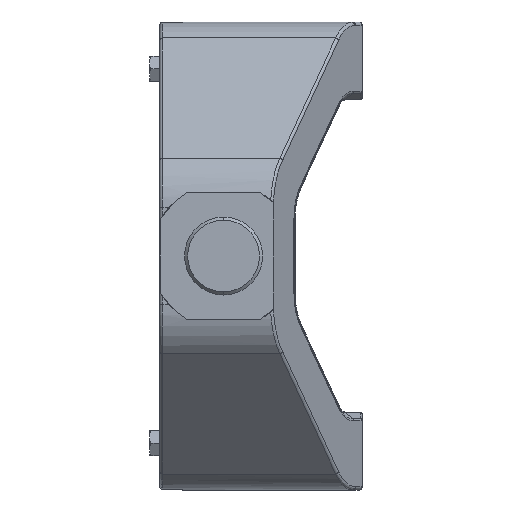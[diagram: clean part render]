
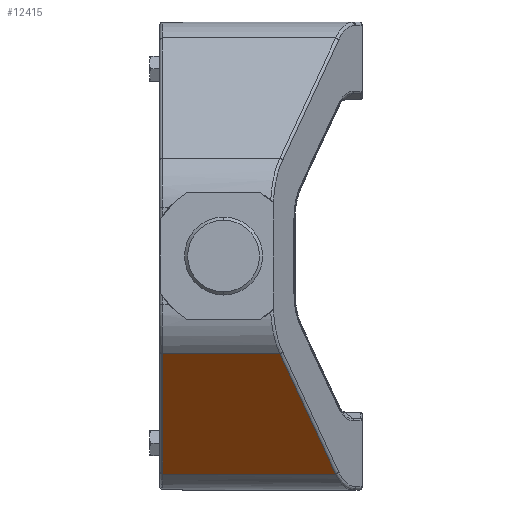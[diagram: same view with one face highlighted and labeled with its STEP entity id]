
A CAD part, left-side view. The second image highlights one B-rep face of the part: STEP entity #12415.
In plain terms, the highlighted planar face has unit normal (-0.707, 0, -0.707).
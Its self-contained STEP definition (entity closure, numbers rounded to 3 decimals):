
#235 = DIRECTION ( 'NONE',  ( -0.672, 0.313, 0.672 ) ) ;
#921 = ORIENTED_EDGE ( 'NONE', *, *, #10801, .T. ) ;
#1280 = CARTESIAN_POINT ( 'NONE',  ( -142.82, 130., -62.776 ) ) ;
#1702 = LINE ( 'NONE', #9933, #2002 ) ;
#2002 = VECTOR ( 'NONE', #3083, 1000. ) ;
#2254 = PLANE ( 'NONE',  #11773 ) ;
#2630 = CARTESIAN_POINT ( 'NONE',  ( -65.847, 17.097, -139.749 ) ) ;
#3083 = DIRECTION ( 'NONE',  ( 0.707, 0., -0.707 ) ) ;
#3219 = EDGE_CURVE ( 'NONE', #8647, #11995, #7412, .T. ) ;
#4119 = CARTESIAN_POINT ( 'NONE',  ( -142.82, 130., -62.776 ) ) ;
#5248 = DIRECTION ( 'NONE',  ( 0.707, 0., -0.707 ) ) ;
#5252 = ORIENTED_EDGE ( 'NONE', *, *, #10860, .T. ) ;
#6336 = LINE ( 'NONE', #12013, #11544 ) ;
#6911 = VERTEX_POINT ( 'NONE', #8278 ) ;
#6945 = VERTEX_POINT ( 'NONE', #11421 ) ;
#7412 = LINE ( 'NONE', #8623, #12286 ) ;
#8278 = CARTESIAN_POINT ( 'NONE',  ( -142.82, 52.99, -62.776 ) ) ;
#8623 = CARTESIAN_POINT ( 'NONE',  ( -65.847, 130., -139.749 ) ) ;
#8647 = VERTEX_POINT ( 'NONE', #11925 ) ;
#8680 = EDGE_CURVE ( 'NONE', #6945, #6911, #12507, .T. ) ;
#9870 = VECTOR ( 'NONE', #10035, 1000. ) ;
#9933 = CARTESIAN_POINT ( 'NONE',  ( -142.82, 128., -62.776 ) ) ;
#9935 = ORIENTED_EDGE ( 'NONE', *, *, #3219, .T. ) ;
#10035 = DIRECTION ( 'NONE',  ( 0., -1., 0. ) ) ;
#10126 = FACE_OUTER_BOUND ( 'NONE', #11232, .T. ) ;
#10584 = DIRECTION ( 'NONE',  ( 0., -1., 0. ) ) ;
#10801 = EDGE_CURVE ( 'NONE', #6945, #8647, #1702, .T. ) ;
#10860 = EDGE_CURVE ( 'NONE', #11995, #6911, #6336, .T. ) ;
#11115 = DIRECTION ( 'NONE',  ( 0.707, 0., 0.707 ) ) ;
#11232 = EDGE_LOOP ( 'NONE', ( #9935, #5252, #11373, #921 ) ) ;
#11373 = ORIENTED_EDGE ( 'NONE', *, *, #8680, .F. ) ;
#11421 = CARTESIAN_POINT ( 'NONE',  ( -142.82, 128., -62.776 ) ) ;
#11544 = VECTOR ( 'NONE', #235, 1000. ) ;
#11773 = AXIS2_PLACEMENT_3D ( 'NONE', #1280, #11115, #5248 ) ;
#11925 = CARTESIAN_POINT ( 'NONE',  ( -65.847, 128., -139.749 ) ) ;
#11995 = VERTEX_POINT ( 'NONE', #2630 ) ;
#12013 = CARTESIAN_POINT ( 'NONE',  ( -159.014, 60.542, -46.581 ) ) ;
#12286 = VECTOR ( 'NONE', #10584, 1000. ) ;
#12415 = ADVANCED_FACE ( 'NONE', ( #10126 ), #2254, .F. ) ;
#12507 = LINE ( 'NONE', #4119, #9870 ) ;
